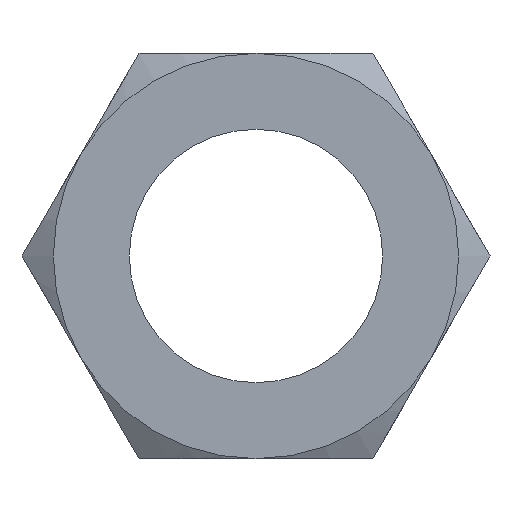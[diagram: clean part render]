
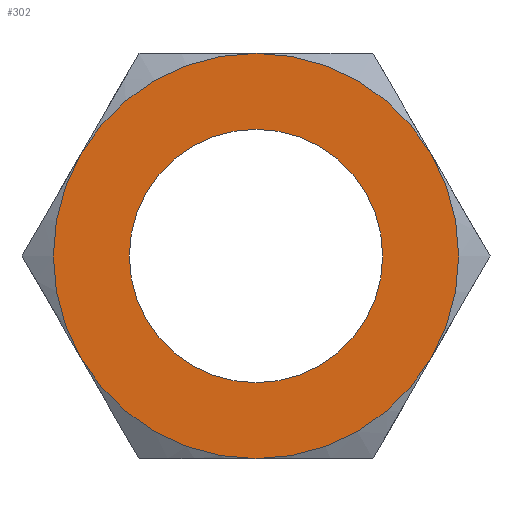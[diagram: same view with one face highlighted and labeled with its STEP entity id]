
A CAD part, front view. The second image highlights one B-rep face of the part: STEP entity #302.
In plain terms, the highlighted planar face has unit normal (0, -1, 0).
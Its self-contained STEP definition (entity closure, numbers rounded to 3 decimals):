
#27=FACE_BOUND('',#90,.T.);
#59=PLANE('',#339);
#68=FACE_OUTER_BOUND('',#89,.T.);
#89=EDGE_LOOP('',(#244,#245,#246,#247,#248,#249));
#90=EDGE_LOOP('',(#250));
#120=CIRCLE('',#332,2.5);
#121=CIRCLE('',#340,4.);
#122=CIRCLE('',#341,4.);
#123=CIRCLE('',#342,4.);
#124=CIRCLE('',#343,4.);
#125=CIRCLE('',#344,4.);
#126=CIRCLE('',#345,4.);
#134=VERTEX_POINT('',#448);
#136=VERTEX_POINT('',#453);
#142=VERTEX_POINT('',#474);
#146=VERTEX_POINT('',#492);
#150=VERTEX_POINT('',#510);
#154=VERTEX_POINT('',#528);
#157=VERTEX_POINT('',#545);
#161=EDGE_CURVE('',#134,#134,#120,.T.);
#192=EDGE_CURVE('',#157,#136,#121,.T.);
#193=EDGE_CURVE('',#154,#157,#122,.T.);
#194=EDGE_CURVE('',#150,#154,#123,.T.);
#195=EDGE_CURVE('',#146,#150,#124,.T.);
#196=EDGE_CURVE('',#146,#142,#125,.T.);
#197=EDGE_CURVE('',#136,#142,#126,.T.);
#244=ORIENTED_EDGE('',*,*,#192,.F.);
#245=ORIENTED_EDGE('',*,*,#193,.F.);
#246=ORIENTED_EDGE('',*,*,#194,.F.);
#247=ORIENTED_EDGE('',*,*,#195,.F.);
#248=ORIENTED_EDGE('',*,*,#196,.T.);
#249=ORIENTED_EDGE('',*,*,#197,.F.);
#250=ORIENTED_EDGE('',*,*,#161,.T.);
#302=ADVANCED_FACE('',(#68,#27),#59,.F.);
#332=AXIS2_PLACEMENT_3D('',#450,#372,#373);
#339=AXIS2_PLACEMENT_3D('',#559,#392,#393);
#340=AXIS2_PLACEMENT_3D('',#560,#394,#395);
#341=AXIS2_PLACEMENT_3D('',#561,#396,#397);
#342=AXIS2_PLACEMENT_3D('',#562,#398,#399);
#343=AXIS2_PLACEMENT_3D('',#563,#400,#401);
#344=AXIS2_PLACEMENT_3D('',#564,#402,#403);
#345=AXIS2_PLACEMENT_3D('',#565,#404,#405);
#372=DIRECTION('center_axis',(0.,1.,0.));
#373=DIRECTION('ref_axis',(0.,0.,1.));
#392=DIRECTION('center_axis',(0.,1.,0.));
#393=DIRECTION('ref_axis',(0.,0.,1.));
#394=DIRECTION('center_axis',(0.,1.,0.));
#395=DIRECTION('ref_axis',(0.,0.,1.));
#396=DIRECTION('center_axis',(0.,1.,0.));
#397=DIRECTION('ref_axis',(0.,0.,1.));
#398=DIRECTION('center_axis',(0.,1.,0.));
#399=DIRECTION('ref_axis',(0.,0.,1.));
#400=DIRECTION('center_axis',(0.,1.,0.));
#401=DIRECTION('ref_axis',(0.,0.,1.));
#402=DIRECTION('center_axis',(0.,-1.,0.));
#403=DIRECTION('ref_axis',(0.,0.,-1.));
#404=DIRECTION('center_axis',(0.,1.,0.));
#405=DIRECTION('ref_axis',(0.,0.,1.));
#448=CARTESIAN_POINT('',(0.,0.,2.5));
#450=CARTESIAN_POINT('Origin',(0.,0.,0.));
#453=CARTESIAN_POINT('',(3.464,0.,2.));
#474=CARTESIAN_POINT('',(3.464,0.,-2.));
#492=CARTESIAN_POINT('',(0.,0.,-4.));
#510=CARTESIAN_POINT('',(-3.464,0.,-2.));
#528=CARTESIAN_POINT('',(-3.464,0.,2.));
#545=CARTESIAN_POINT('',(0.,0.,4.));
#559=CARTESIAN_POINT('Origin',(0.,0.,0.));
#560=CARTESIAN_POINT('Origin',(0.,0.,0.));
#561=CARTESIAN_POINT('Origin',(0.,0.,0.));
#562=CARTESIAN_POINT('Origin',(0.,0.,0.));
#563=CARTESIAN_POINT('Origin',(0.,0.,0.));
#564=CARTESIAN_POINT('Origin',(0.,0.,0.));
#565=CARTESIAN_POINT('Origin',(0.,0.,0.));
